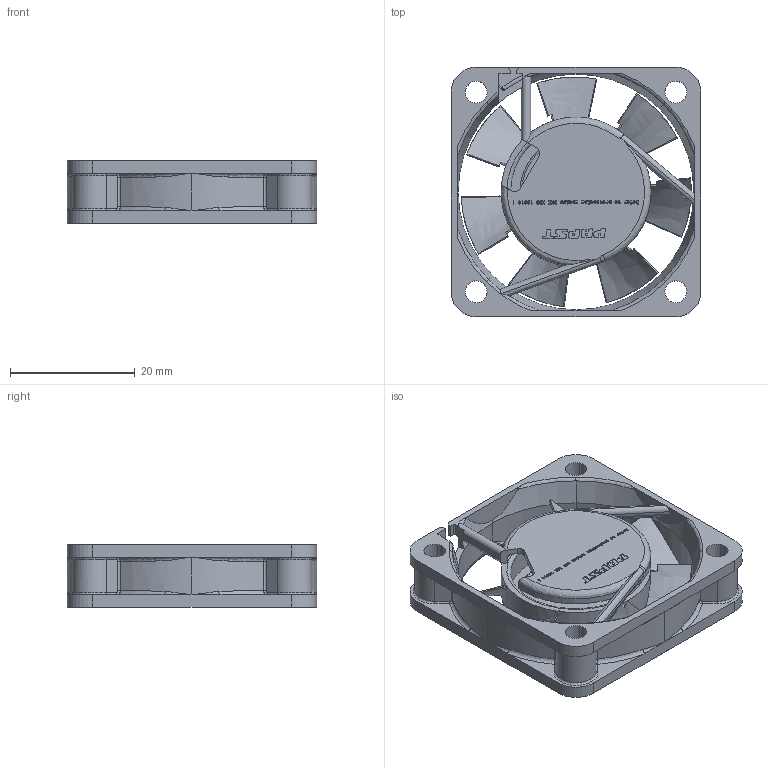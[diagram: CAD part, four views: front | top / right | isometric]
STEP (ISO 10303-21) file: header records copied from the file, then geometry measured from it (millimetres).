
FILE_DESCRIPTION(('CATIA V5 STEP Exchange'),'2;1');
FILE_NAME('9291705002_CKB_000_-.stp','2010-04-27T10:14:49+00:00',('none'),('none'),'CATIA Version 5 Release 19 SP 3 (IN-10)','CATIA V5 STEP AP214','none');
FILE_SCHEMA(('AUTOMOTIVE_DESIGN { 1 0 10303 214 1 1 1 1 }'));
Products named in the file (1): 400F-D3,5
Bounding box: 40 x 40 x 10 mm (x, y, z)
Volume: 4392.7 mm3; surface area: 8084.8 mm2
Topology: 2 solids, 2 shells, 1475 faces, 4098 edges, 2697 vertices
Faces by surface type: plane 1173, cylinder 129, bspline 114, torus 30, cone 29
Entity records: 61859 total; most frequent: CARTESIAN_POINT 16206, ORIENTED_EDGE 8180, DIRECTION 6154, EDGE_CURVE 4090, VECTOR 3336, LINE 3336, VERTEX_POINT 2696, EDGE_LOOP 1566
